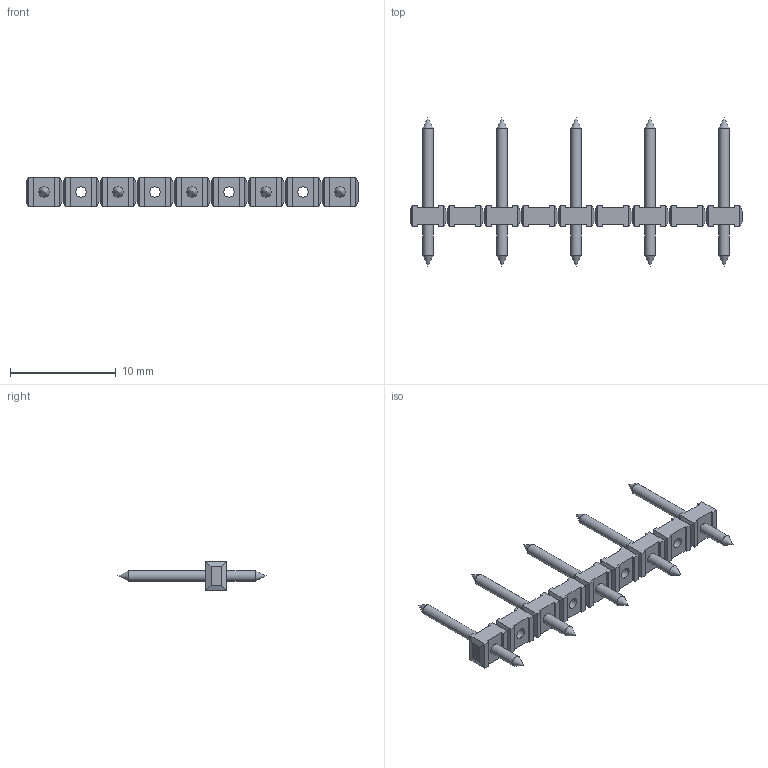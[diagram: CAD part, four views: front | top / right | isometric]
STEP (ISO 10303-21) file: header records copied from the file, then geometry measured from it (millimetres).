
FILE_DESCRIPTION(('STEP AP214'),'1');
FILE_NAME('PVS05-7.stp','2018-11-20T16:59:10',(' '),(' '),'Spatial InterOp 3D',' ',' ');
FILE_SCHEMA(('AUTOMOTIVE_DESIGN { 1 0 10303 214 1 1 1 1 }'));
Length unit declared in the file: metre
Products named in the file (1): 1
Bounding box: 31.4 x 14 x 2.8 mm (x, y, z)
Volume: 183.6 mm3; surface area: 533.6 mm2
Topology: 1 solids, 1 shells, 238 faces, 576 edges, 340 vertices
Faces by surface type: plane 214, cylinder 14, cone 10
Full cylindrical faces by diameter (mm): 1 x14
Entity records: 8293 total; most frequent: CARTESIAN_POINT 1093, ORIENTED_EDGE 1056, DIRECTION 1034, EDGE_CURVE 528, LINE 500, VECTOR 500, VERTEX_POINT 326, EDGE_LOOP 270
